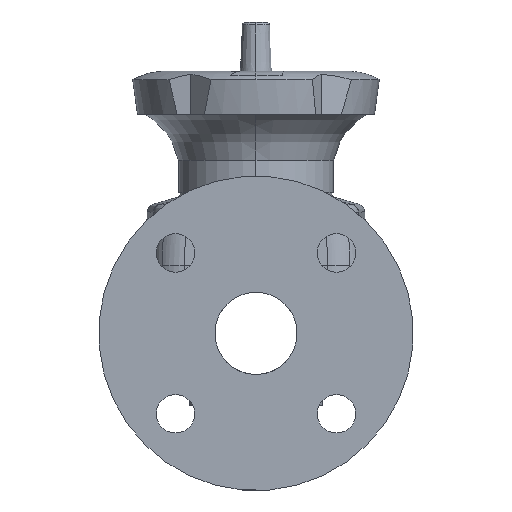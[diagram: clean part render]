
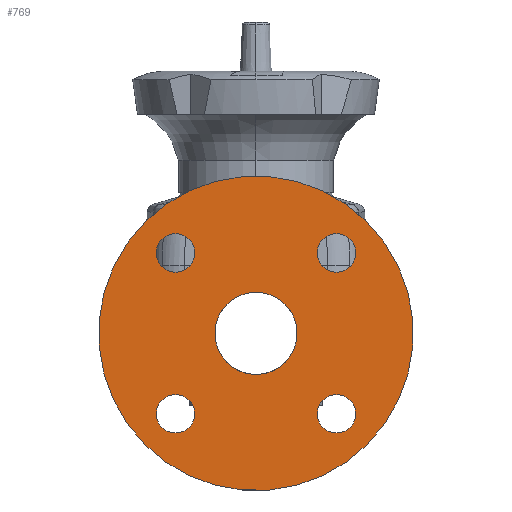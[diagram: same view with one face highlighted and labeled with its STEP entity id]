
A CAD part, left-side view. The second image highlights one B-rep face of the part: STEP entity #769.
In plain terms, the highlighted planar face has unit normal (-1, 0, 0).
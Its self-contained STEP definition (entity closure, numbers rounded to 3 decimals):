
#769=ADVANCED_FACE('',(#1526,#1527,#1528,#1529,#1530,#1531),#1532,.T.);
#1526=FACE_OUTER_BOUND('',#3651,.T.);
#1527=FACE_BOUND('',#3652,.T.);
#1528=FACE_BOUND('',#3653,.T.);
#1529=FACE_BOUND('',#3654,.T.);
#1530=FACE_BOUND('',#3655,.T.);
#1531=FACE_BOUND('',#3656,.T.);
#1532=PLANE('',#3657);
#3651=EDGE_LOOP('',(#5644,#5645));
#3652=EDGE_LOOP('',(#5646,#5647));
#3653=EDGE_LOOP('',(#5648,#5649));
#3654=EDGE_LOOP('',(#5650,#5651));
#3655=EDGE_LOOP('',(#5652,#5653));
#3656=EDGE_LOOP('',(#5654,#5655));
#3657=AXIS2_PLACEMENT_3D('',#5656,#5657,#5658);
#5644=ORIENTED_EDGE('',*,*,#6439,.T.);
#5645=ORIENTED_EDGE('',*,*,#6494,.T.);
#5646=ORIENTED_EDGE('',*,*,#6477,.T.);
#5647=ORIENTED_EDGE('',*,*,#6464,.T.);
#5648=ORIENTED_EDGE('',*,*,#6480,.T.);
#5649=ORIENTED_EDGE('',*,*,#6459,.T.);
#5650=ORIENTED_EDGE('',*,*,#6483,.T.);
#5651=ORIENTED_EDGE('',*,*,#6454,.T.);
#5652=ORIENTED_EDGE('',*,*,#6486,.T.);
#5653=ORIENTED_EDGE('',*,*,#6449,.T.);
#5654=ORIENTED_EDGE('',*,*,#6432,.F.);
#5655=ORIENTED_EDGE('',*,*,#6496,.F.);
#5656=CARTESIAN_POINT('',(-100.75,-14.142,-14.142));
#5657=DIRECTION('',(-1.0,0.0,0.0));
#5658=DIRECTION('',(0.0,-0.707,0.707));
#6432=EDGE_CURVE('',#7601,#7604,#7605,.T.);
#6439=EDGE_CURVE('',#7611,#7615,#7617,.T.);
#6449=EDGE_CURVE('',#7629,#7633,#7635,.T.);
#6454=EDGE_CURVE('',#7638,#7642,#7644,.T.);
#6459=EDGE_CURVE('',#7647,#7651,#7653,.T.);
#6464=EDGE_CURVE('',#7656,#7660,#7662,.T.);
#6477=EDGE_CURVE('',#7660,#7656,#7680,.T.);
#6480=EDGE_CURVE('',#7651,#7647,#7683,.T.);
#6483=EDGE_CURVE('',#7642,#7638,#7686,.T.);
#6486=EDGE_CURVE('',#7633,#7629,#7689,.T.);
#6494=EDGE_CURVE('',#7615,#7611,#7697,.T.);
#6496=EDGE_CURVE('',#7604,#7601,#7699,.T.);
#7601=VERTEX_POINT('',#9622);
#7604=VERTEX_POINT('',#9626);
#7605=CIRCLE('',#9627,20.0);
#7611=VERTEX_POINT('',#9634);
#7615=VERTEX_POINT('',#9639);
#7617=CIRCLE('',#9642,76.5);
#7629=VERTEX_POINT('',#9656);
#7633=VERTEX_POINT('',#9661);
#7635=CIRCLE('',#9664,9.35);
#7638=VERTEX_POINT('',#9667);
#7642=VERTEX_POINT('',#9672);
#7644=CIRCLE('',#9675,9.35);
#7647=VERTEX_POINT('',#9678);
#7651=VERTEX_POINT('',#9683);
#7653=CIRCLE('',#9686,9.35);
#7656=VERTEX_POINT('',#9689);
#7660=VERTEX_POINT('',#9694);
#7662=CIRCLE('',#9697,9.35);
#7680=CIRCLE('',#9717,9.35);
#7683=CIRCLE('',#9720,9.35);
#7686=CIRCLE('',#9723,9.35);
#7689=CIRCLE('',#9726,9.35);
#7697=CIRCLE('',#9734,76.5);
#7699=CIRCLE('',#9736,20.0);
#9622=CARTESIAN_POINT('',(-100.75,-14.142,-14.142));
#9626=CARTESIAN_POINT('',(-100.75,14.142,14.142));
#9627=AXIS2_PLACEMENT_3D('',#10647,#10648,#10649);
#9634=CARTESIAN_POINT('',(-100.75,-54.094,-54.094));
#9639=CARTESIAN_POINT('',(-100.75,54.094,54.094));
#9642=AXIS2_PLACEMENT_3D('',#10659,#10660,#10661);
#9656=CARTESIAN_POINT('',(-100.75,45.75,-45.75));
#9661=CARTESIAN_POINT('',(-100.75,32.527,-32.527));
#9664=AXIS2_PLACEMENT_3D('',#10675,#10676,#10677);
#9667=CARTESIAN_POINT('',(-100.75,-45.75,-45.75));
#9672=CARTESIAN_POINT('',(-100.75,-32.527,-32.527));
#9675=AXIS2_PLACEMENT_3D('',#10683,#10684,#10685);
#9678=CARTESIAN_POINT('',(-100.75,-45.75,45.75));
#9683=CARTESIAN_POINT('',(-100.75,-32.527,32.527));
#9686=AXIS2_PLACEMENT_3D('',#10691,#10692,#10693);
#9689=CARTESIAN_POINT('',(-100.75,45.75,45.75));
#9694=CARTESIAN_POINT('',(-100.75,32.527,32.527));
#9697=AXIS2_PLACEMENT_3D('',#10699,#10700,#10701);
#9717=AXIS2_PLACEMENT_3D('',#10722,#10723,#10724);
#9720=AXIS2_PLACEMENT_3D('',#10728,#10729,#10730);
#9723=AXIS2_PLACEMENT_3D('',#10734,#10735,#10736);
#9726=AXIS2_PLACEMENT_3D('',#10740,#10741,#10742);
#9734=AXIS2_PLACEMENT_3D('',#10755,#10756,#10757);
#9736=AXIS2_PLACEMENT_3D('',#10758,#10759,#10760);
#10647=CARTESIAN_POINT('',(-100.75,0.0,0.0));
#10648=DIRECTION('',(-1.0,0.0,0.0));
#10649=DIRECTION('',(0.0,-0.707,0.707));
#10659=CARTESIAN_POINT('',(-100.75,0.0,0.0));
#10660=DIRECTION('',(-1.0,0.0,0.0));
#10661=DIRECTION('',(0.0,-0.707,0.707));
#10675=CARTESIAN_POINT('',(-100.75,39.138,-39.138));
#10676=DIRECTION('',(1.0,0.0,0.0));
#10677=DIRECTION('',(0.0,0.707,-0.707));
#10683=CARTESIAN_POINT('',(-100.75,-39.138,-39.138));
#10684=DIRECTION('',(1.0,0.0,0.0));
#10685=DIRECTION('',(0.0,-0.707,-0.707));
#10691=CARTESIAN_POINT('',(-100.75,-39.138,39.138));
#10692=DIRECTION('',(1.0,0.0,0.0));
#10693=DIRECTION('',(0.0,-0.707,0.707));
#10699=CARTESIAN_POINT('',(-100.75,39.138,39.138));
#10700=DIRECTION('',(1.0,0.0,-0.0));
#10701=DIRECTION('',(0.0,0.707,0.707));
#10722=CARTESIAN_POINT('',(-100.75,39.138,39.138));
#10723=DIRECTION('',(1.0,0.0,-0.0));
#10724=DIRECTION('',(0.0,0.707,0.707));
#10728=CARTESIAN_POINT('',(-100.75,-39.138,39.138));
#10729=DIRECTION('',(1.0,0.0,0.0));
#10730=DIRECTION('',(0.0,-0.707,0.707));
#10734=CARTESIAN_POINT('',(-100.75,-39.138,-39.138));
#10735=DIRECTION('',(1.0,0.0,0.0));
#10736=DIRECTION('',(0.0,-0.707,-0.707));
#10740=CARTESIAN_POINT('',(-100.75,39.138,-39.138));
#10741=DIRECTION('',(1.0,0.0,0.0));
#10742=DIRECTION('',(0.0,0.707,-0.707));
#10755=CARTESIAN_POINT('',(-100.75,0.0,0.0));
#10756=DIRECTION('',(-1.0,0.0,0.0));
#10757=DIRECTION('',(0.0,-0.707,0.707));
#10758=CARTESIAN_POINT('',(-100.75,0.0,0.0));
#10759=DIRECTION('',(-1.0,0.0,0.0));
#10760=DIRECTION('',(0.0,-0.707,0.707));
